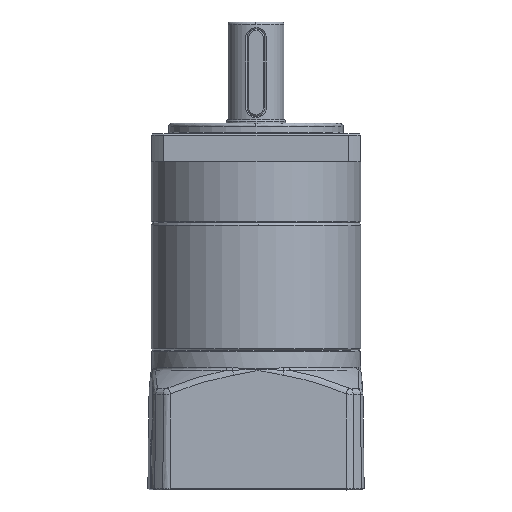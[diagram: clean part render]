
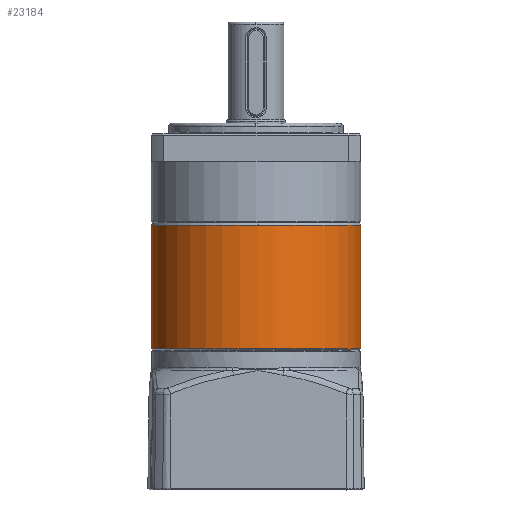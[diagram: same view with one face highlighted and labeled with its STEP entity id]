
A CAD part, left-side view. The second image highlights one B-rep face of the part: STEP entity #23184.
In plain terms, the highlighted cylindrical face has radius 30 mm (diameter 60 mm), a partial arc.
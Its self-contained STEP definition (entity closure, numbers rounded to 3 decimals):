
#521 = CARTESIAN_POINT ( 'NONE',  ( 0.693, -30., 0. ) ) ;
#964 = ORIENTED_EDGE ( 'NONE', *, *, #19161, .T. ) ;
#2438 = FACE_OUTER_BOUND ( 'NONE', #15979, .T. ) ;
#3526 = EDGE_CURVE ( 'NONE', #14980, #10164, #8531, .T. ) ;
#4961 = VECTOR ( 'NONE', #19557, 1000. ) ;
#5275 = AXIS2_PLACEMENT_3D ( 'NONE', #20213, #19811, #20177 ) ;
#7571 = ORIENTED_EDGE ( 'NONE', *, *, #3526, .T. ) ;
#8352 = EDGE_CURVE ( 'NONE', #10164, #23302, #20530, .T. ) ;
#8531 = CIRCLE ( 'NONE', #24866, 30. ) ;
#10164 = VERTEX_POINT ( 'NONE', #13600 ) ;
#11848 = LINE ( 'NONE', #22218, #4961 ) ;
#12132 = DIRECTION ( 'NONE',  ( 0., 0., 1. ) ) ;
#12165 = DIRECTION ( 'NONE',  ( 1., 0., 0. ) ) ;
#12197 = CARTESIAN_POINT ( 'NONE',  ( 0.693, 0., 0. ) ) ;
#12718 = AXIS2_PLACEMENT_3D ( 'NONE', #21730, #21674, #21640 ) ;
#13600 = CARTESIAN_POINT ( 'NONE',  ( 36.1, 0., 30. ) ) ;
#14536 = VERTEX_POINT ( 'NONE', #16113 ) ;
#14980 = VERTEX_POINT ( 'NONE', #22513 ) ;
#15243 = ORIENTED_EDGE ( 'NONE', *, *, #21873, .T. ) ;
#15566 = ORIENTED_EDGE ( 'NONE', *, *, #8352, .T. ) ;
#15979 = EDGE_LOOP ( 'NONE', ( #23618, #7571, #15566, #964, #15243 ) ) ;
#16113 = CARTESIAN_POINT ( 'NONE',  ( 0.693, 0., -30. ) ) ;
#17018 = CYLINDRICAL_SURFACE ( 'NONE', #5275, 30. ) ;
#17040 = CARTESIAN_POINT ( 'NONE',  ( 36.5, 0., 30. ) ) ;
#17642 = DIRECTION ( 'NONE',  ( -1., 0., 0. ) ) ;
#18158 = AXIS2_PLACEMENT_3D ( 'NONE', #12197, #12165, #12132 ) ;
#18444 = CIRCLE ( 'NONE', #12718, 30. ) ;
#18931 = CARTESIAN_POINT ( 'NONE',  ( 0.693, 0., 30. ) ) ;
#19161 = EDGE_CURVE ( 'NONE', #23302, #20170, #18444, .T. ) ;
#19294 = DIRECTION ( 'NONE',  ( 0., 0., 1. ) ) ;
#19324 = DIRECTION ( 'NONE',  ( -1., 0., 0. ) ) ;
#19386 = CARTESIAN_POINT ( 'NONE',  ( 36.1, 0., 0. ) ) ;
#19557 = DIRECTION ( 'NONE',  ( -1., 0., 0. ) ) ;
#19811 = DIRECTION ( 'NONE',  ( -1., 0., 0. ) ) ;
#20170 = VERTEX_POINT ( 'NONE', #521 ) ;
#20177 = DIRECTION ( 'NONE',  ( 0., 0., 1. ) ) ;
#20213 = CARTESIAN_POINT ( 'NONE',  ( 36.5, 0., 0. ) ) ;
#20530 = LINE ( 'NONE', #17040, #28410 ) ;
#21480 = EDGE_CURVE ( 'NONE', #14980, #14536, #11848, .T. ) ;
#21640 = DIRECTION ( 'NONE',  ( 0., 0., 1. ) ) ;
#21674 = DIRECTION ( 'NONE',  ( 1., 0., 0. ) ) ;
#21730 = CARTESIAN_POINT ( 'NONE',  ( 0.693, 0., 0. ) ) ;
#21873 = EDGE_CURVE ( 'NONE', #20170, #14536, #24526, .T. ) ;
#22218 = CARTESIAN_POINT ( 'NONE',  ( 36.5, 0., -30. ) ) ;
#22513 = CARTESIAN_POINT ( 'NONE',  ( 36.1, 0., -30. ) ) ;
#23184 = ADVANCED_FACE ( 'NONE', ( #2438 ), #17018, .T. ) ;
#23302 = VERTEX_POINT ( 'NONE', #18931 ) ;
#23618 = ORIENTED_EDGE ( 'NONE', *, *, #21480, .F. ) ;
#24526 = CIRCLE ( 'NONE', #18158, 30. ) ;
#24866 = AXIS2_PLACEMENT_3D ( 'NONE', #19386, #19324, #19294 ) ;
#28410 = VECTOR ( 'NONE', #17642, 1000. ) ;
